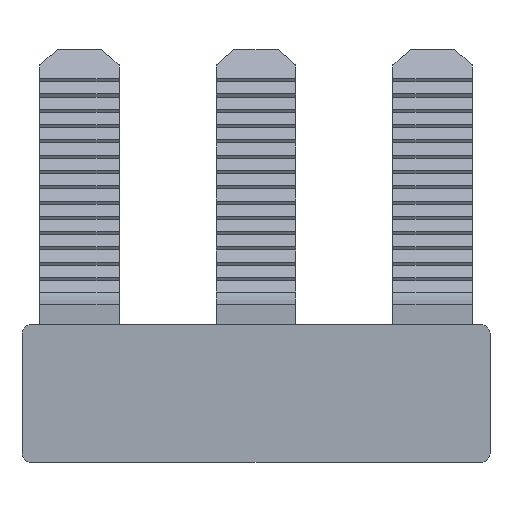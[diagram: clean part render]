
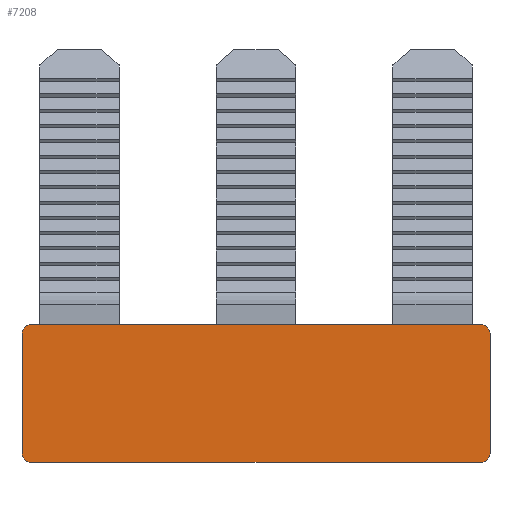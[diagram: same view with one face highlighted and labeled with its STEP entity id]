
A CAD part, front view. The second image highlights one B-rep face of the part: STEP entity #7208.
In plain terms, the highlighted planar face has unit normal (0, -1, 0).
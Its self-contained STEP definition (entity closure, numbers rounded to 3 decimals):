
#4 = DIRECTION ( 'NONE',  ( 0., -1., 0. ) ) ;
#28 = EDGE_CURVE ( 'NONE', #2533, #5130, #806, .T. ) ;
#289 = VERTEX_POINT ( 'NONE', #992 ) ;
#356 = DIRECTION ( 'NONE',  ( 0., 1., 0. ) ) ;
#448 = CARTESIAN_POINT ( 'NONE',  ( 7.75, -1.6, 0. ) ) ;
#466 = VECTOR ( 'NONE', #1581, 1000. ) ;
#488 = AXIS2_PLACEMENT_3D ( 'NONE', #3545, #5633, #4975 ) ;
#511 = LINE ( 'NONE', #1400, #5521 ) ;
#806 = CIRCLE ( 'NONE', #488, 0.5 ) ;
#974 = EDGE_CURVE ( 'NONE', #7352, #4744, #2191, .T. ) ;
#992 = CARTESIAN_POINT ( 'NONE',  ( 7.75, -1.6, 7.8 ) ) ;
#1064 = AXIS2_PLACEMENT_3D ( 'NONE', #4748, #356, #2553 ) ;
#1105 = CARTESIAN_POINT ( 'NONE',  ( 8.25, -1.6, 0. ) ) ;
#1109 = FACE_OUTER_BOUND ( 'NONE', #4272, .T. ) ;
#1400 = CARTESIAN_POINT ( 'NONE',  ( -18.25, -1.6, 7.8 ) ) ;
#1581 = DIRECTION ( 'NONE',  ( 0., 0., 1. ) ) ;
#1699 = AXIS2_PLACEMENT_3D ( 'NONE', #4686, #3523, #7946 ) ;
#1710 = DIRECTION ( 'NONE',  ( 0., -1., 0. ) ) ;
#1784 = ORIENTED_EDGE ( 'NONE', *, *, #8374, .T. ) ;
#1824 = ORIENTED_EDGE ( 'NONE', *, *, #974, .T. ) ;
#2149 = EDGE_CURVE ( 'NONE', #2533, #7123, #6157, .T. ) ;
#2157 = CARTESIAN_POINT ( 'NONE',  ( -17.75, -1.6, 7.8 ) ) ;
#2162 = CIRCLE ( 'NONE', #1699, 0.5 ) ;
#2190 = CARTESIAN_POINT ( 'NONE',  ( -18.25, -1.6, 7.3 ) ) ;
#2191 = CIRCLE ( 'NONE', #3169, 0.5 ) ;
#2194 = CARTESIAN_POINT ( 'NONE',  ( 7.75, -1.6, 0.5 ) ) ;
#2202 = LINE ( 'NONE', #5050, #2918 ) ;
#2533 = VERTEX_POINT ( 'NONE', #8486 ) ;
#2553 = DIRECTION ( 'NONE',  ( 1., 0., 0. ) ) ;
#2572 = CARTESIAN_POINT ( 'NONE',  ( 8.25, -1.6, 0.5 ) ) ;
#2908 = ORIENTED_EDGE ( 'NONE', *, *, #6515, .F. ) ;
#2918 = VECTOR ( 'NONE', #7484, 1000. ) ;
#2932 = CARTESIAN_POINT ( 'NONE',  ( -18.25, -1.6, 0. ) ) ;
#3169 = AXIS2_PLACEMENT_3D ( 'NONE', #2194, #4, #9577 ) ;
#3222 = EDGE_CURVE ( 'NONE', #4744, #8710, #5488, .T. ) ;
#3309 = CIRCLE ( 'NONE', #8840, 0.5 ) ;
#3396 = ORIENTED_EDGE ( 'NONE', *, *, #28, .T. ) ;
#3523 = DIRECTION ( 'NONE',  ( 0., -1., 0. ) ) ;
#3545 = CARTESIAN_POINT ( 'NONE',  ( -17.75, -1.6, 0.5 ) ) ;
#3638 = ORIENTED_EDGE ( 'NONE', *, *, #8056, .F. ) ;
#3826 = VECTOR ( 'NONE', #4696, 1000. ) ;
#4272 = EDGE_LOOP ( 'NONE', ( #2908, #1824, #6805, #1784, #3638, #7808, #6970, #3396 ) ) ;
#4686 = CARTESIAN_POINT ( 'NONE',  ( -17.75, -1.6, 7.3 ) ) ;
#4696 = DIRECTION ( 'NONE',  ( 0., 0., 1. ) ) ;
#4744 = VERTEX_POINT ( 'NONE', #2572 ) ;
#4748 = CARTESIAN_POINT ( 'NONE',  ( 30., -1.6, 0. ) ) ;
#4975 = DIRECTION ( 'NONE',  ( 0., 0., 1. ) ) ;
#5050 = CARTESIAN_POINT ( 'NONE',  ( 78.25, -1.6, 0. ) ) ;
#5130 = VERTEX_POINT ( 'NONE', #7088 ) ;
#5488 = LINE ( 'NONE', #1105, #3826 ) ;
#5521 = VECTOR ( 'NONE', #9560, 1000. ) ;
#5633 = DIRECTION ( 'NONE',  ( 0., -1., 0. ) ) ;
#6157 = LINE ( 'NONE', #2932, #466 ) ;
#6497 = VERTEX_POINT ( 'NONE', #2157 ) ;
#6515 = EDGE_CURVE ( 'NONE', #7352, #5130, #2202, .T. ) ;
#6805 = ORIENTED_EDGE ( 'NONE', *, *, #3222, .T. ) ;
#6970 = ORIENTED_EDGE ( 'NONE', *, *, #2149, .F. ) ;
#7088 = CARTESIAN_POINT ( 'NONE',  ( -17.75, -1.6, 0. ) ) ;
#7123 = VERTEX_POINT ( 'NONE', #2190 ) ;
#7132 = DIRECTION ( 'NONE',  ( 0., 0., 1. ) ) ;
#7208 = ADVANCED_FACE ( 'NONE', ( #1109 ), #8521, .F. ) ;
#7352 = VERTEX_POINT ( 'NONE', #448 ) ;
#7484 = DIRECTION ( 'NONE',  ( -1., 0., 0. ) ) ;
#7536 = EDGE_CURVE ( 'NONE', #6497, #7123, #2162, .T. ) ;
#7668 = CARTESIAN_POINT ( 'NONE',  ( 8.25, -1.6, 7.3 ) ) ;
#7808 = ORIENTED_EDGE ( 'NONE', *, *, #7536, .T. ) ;
#7946 = DIRECTION ( 'NONE',  ( 0., 0., 1. ) ) ;
#8056 = EDGE_CURVE ( 'NONE', #6497, #289, #511, .T. ) ;
#8374 = EDGE_CURVE ( 'NONE', #8710, #289, #3309, .T. ) ;
#8486 = CARTESIAN_POINT ( 'NONE',  ( -18.25, -1.6, 0.5 ) ) ;
#8521 = PLANE ( 'NONE',  #1064 ) ;
#8710 = VERTEX_POINT ( 'NONE', #7668 ) ;
#8840 = AXIS2_PLACEMENT_3D ( 'NONE', #9500, #1710, #7132 ) ;
#9500 = CARTESIAN_POINT ( 'NONE',  ( 7.75, -1.6, 7.3 ) ) ;
#9560 = DIRECTION ( 'NONE',  ( 1., 0., 0. ) ) ;
#9577 = DIRECTION ( 'NONE',  ( 0., 0., 1. ) ) ;
